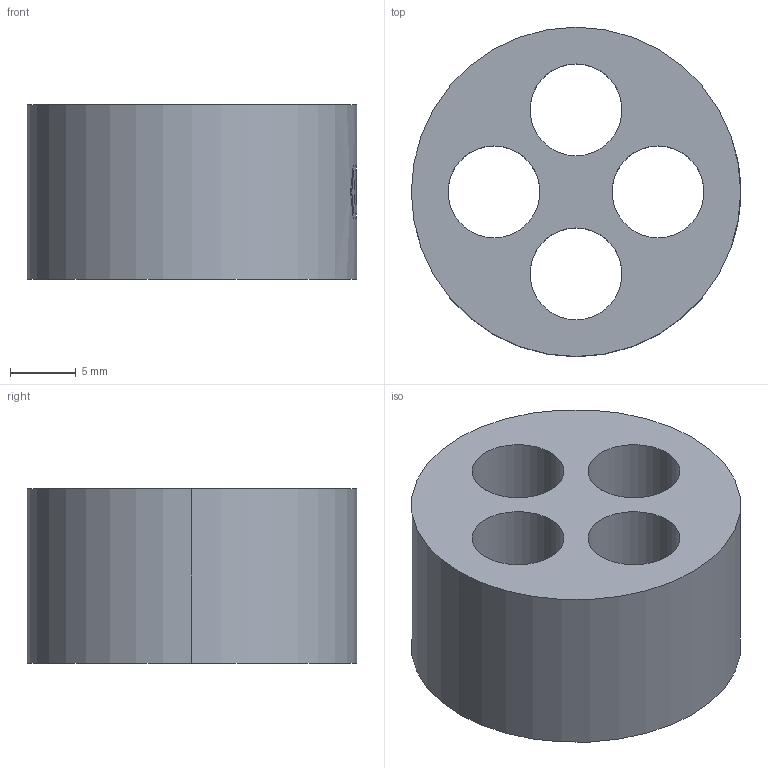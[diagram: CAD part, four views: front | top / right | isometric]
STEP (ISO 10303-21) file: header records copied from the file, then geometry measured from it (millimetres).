
FILE_DESCRIPTION (( 'STEP AP203' ), '1' );
FILE_NAME ('WJ-DM 32-4x7.STEP', '2007-03-02T10:15:09', ( ' ' ), ( '' ), 'SwSTEP 2.0', 'SolidWorks 2005278', '' );
FILE_SCHEMA (( 'CONFIG_CONTROL_DESIGN' ));
Length unit declared in the file: millimetre
Products named in the file (1): WJ-DM 32-4x7
Bounding box: 25.1 x 25.1 x 13.31 mm (x, y, z)
Volume: 4303.6 mm3; surface area: 2847.9 mm2
Topology: 1 solids, 1 shells, 52 faces, 143 edges, 94 vertices
Faces by surface type: plane 36, cylinder 14, cone 2
Entity records: 1780 total; most frequent: CARTESIAN_POINT 350, ORIENTED_EDGE 286, DIRECTION 281, EDGE_CURVE 143, AXIS2_PLACEMENT_3D 105, VERTEX_POINT 94, VECTOR 71, LINE 71
